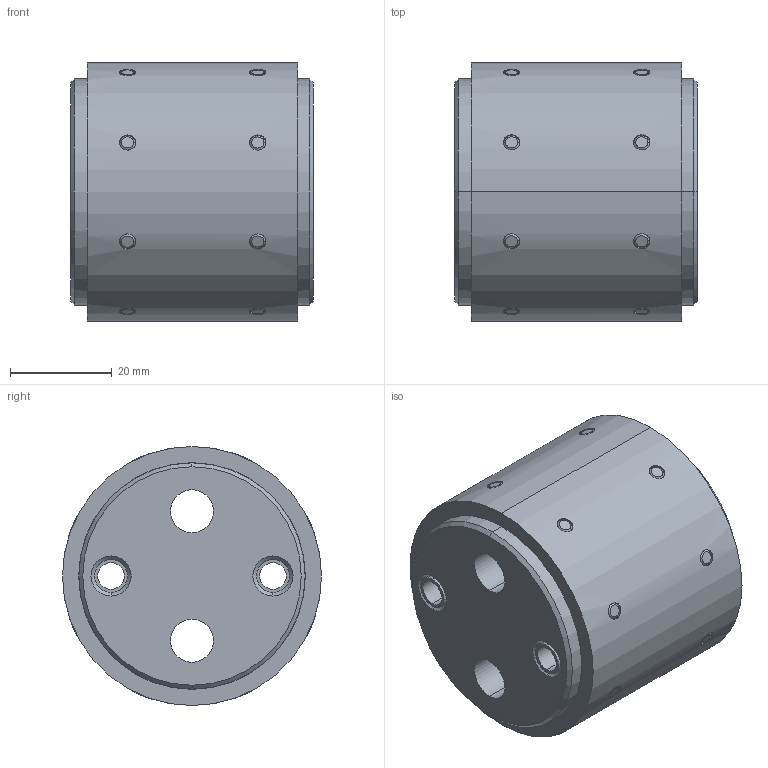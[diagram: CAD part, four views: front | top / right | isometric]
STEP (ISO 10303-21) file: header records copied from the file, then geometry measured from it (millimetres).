
FILE_DESCRIPTION (( 'STEP AP214' ), '1' );
FILE_NAME ('241303.STEP', '2015-09-10T11:20:51', ( '' ), ( '' ), 'SwSTEP 2.0', 'SolidWorks 2014', '' );
FILE_SCHEMA (( 'AUTOMOTIVE_DESIGN' ));
Length unit declared in the file: inch
Products named in the file (1): 241303
Bounding box: 47.65 x 50.8 x 50.8 mm (x, y, z)
Surface area: 22865.9 mm2 (no closed solid volume)
Topology: 0 solids, 23 shells, 132 faces, 352 edges, 244 vertices
Faces by surface type: cylinder 64, cone 44, plane 24
Entity records: 8257 total; most frequent: CARTESIAN_POINT 3225, DIRECTION 670, ORIENTED_EDGE 604, EDGE_CURVE 352, AXIS2_PLACEMENT_3D 281, VERTEX_POINT 244, EDGE_LOOP 194, CIRCLE 148
